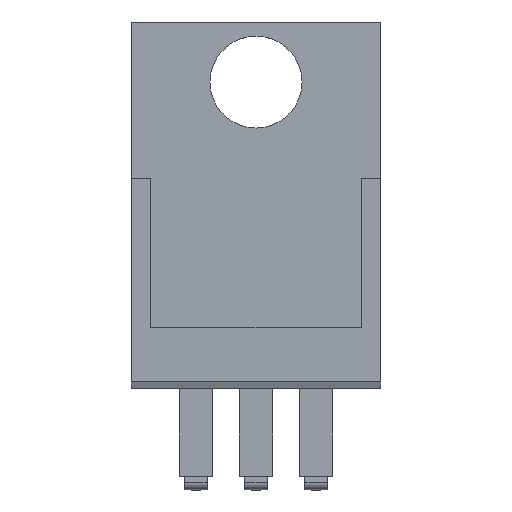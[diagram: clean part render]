
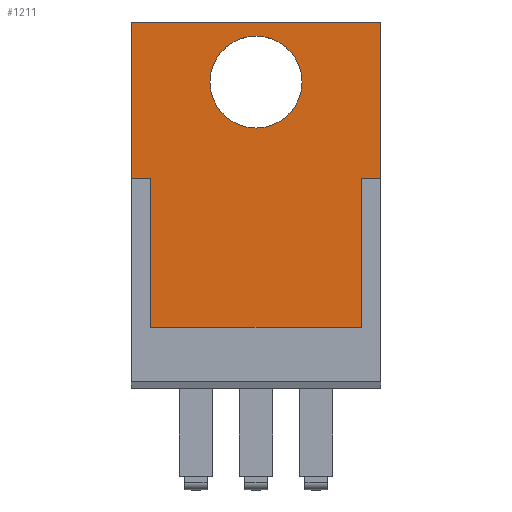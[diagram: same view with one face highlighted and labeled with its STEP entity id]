
A CAD part, top view. The second image highlights one B-rep face of the part: STEP entity #1211.
In plain terms, the highlighted planar face has unit normal (0, 0, 1).
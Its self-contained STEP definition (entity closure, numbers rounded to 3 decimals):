
#14=FACE_BOUND('',#226,.T.);
#83=PLANE('',#1317);
#153=FACE_OUTER_BOUND('',#225,.T.);
#225=EDGE_LOOP('',(#1070,#1071,#1072,#1073,#1074,#1075,#1076,#1077));
#226=EDGE_LOOP('',(#1078));
#338=LINE('',#1873,#490);
#342=LINE('',#1881,#494);
#347=LINE('',#1890,#499);
#350=LINE('',#1896,#502);
#352=LINE('',#1899,#504);
#355=LINE('',#1906,#507);
#358=LINE('',#1912,#510);
#360=LINE('',#1915,#512);
#490=VECTOR('',#1542,1.);
#494=VECTOR('',#1546,1.);
#499=VECTOR('',#1553,1.);
#502=VECTOR('',#1558,1.);
#504=VECTOR('',#1562,1.);
#507=VECTOR('',#1569,1.);
#510=VECTOR('',#1574,1.);
#512=VECTOR('',#1578,1.);
#554=CIRCLE('',#1307,1.945);
#624=VERTEX_POINT('',#1865);
#625=VERTEX_POINT('',#1869);
#627=VERTEX_POINT('',#1872);
#630=VERTEX_POINT('',#1878);
#631=VERTEX_POINT('',#1880);
#634=VERTEX_POINT('',#1888);
#636=VERTEX_POINT('',#1894);
#638=VERTEX_POINT('',#1904);
#640=VERTEX_POINT('',#1910);
#766=EDGE_CURVE('',#624,#624,#554,.T.);
#768=EDGE_CURVE('',#627,#625,#338,.T.);
#772=EDGE_CURVE('',#631,#630,#342,.T.);
#777=EDGE_CURVE('',#630,#634,#347,.T.);
#780=EDGE_CURVE('',#634,#636,#350,.T.);
#782=EDGE_CURVE('',#636,#627,#352,.T.);
#785=EDGE_CURVE('',#638,#625,#355,.T.);
#788=EDGE_CURVE('',#640,#638,#358,.T.);
#790=EDGE_CURVE('',#631,#640,#360,.T.);
#1070=ORIENTED_EDGE('',*,*,#785,.F.);
#1071=ORIENTED_EDGE('',*,*,#788,.F.);
#1072=ORIENTED_EDGE('',*,*,#790,.F.);
#1073=ORIENTED_EDGE('',*,*,#772,.T.);
#1074=ORIENTED_EDGE('',*,*,#777,.T.);
#1075=ORIENTED_EDGE('',*,*,#780,.T.);
#1076=ORIENTED_EDGE('',*,*,#782,.T.);
#1077=ORIENTED_EDGE('',*,*,#768,.T.);
#1078=ORIENTED_EDGE('',*,*,#766,.T.);
#1211=ADVANCED_FACE('',(#153,#14),#83,.F.);
#1307=AXIS2_PLACEMENT_3D('',#1867,#1537,#1538);
#1317=AXIS2_PLACEMENT_3D('',#1917,#1581,#1582);
#1537=DIRECTION('center_axis',(0.,0.,-1.));
#1538=DIRECTION('ref_axis',(0.,-1.,0.));
#1542=DIRECTION('',(1.,0.,0.));
#1546=DIRECTION('',(1.,0.,0.));
#1553=DIRECTION('',(0.,1.,0.));
#1558=DIRECTION('',(-1.,0.,0.));
#1562=DIRECTION('',(0.,-1.,0.));
#1569=DIRECTION('',(0.,1.,0.));
#1574=DIRECTION('',(-1.,0.,0.));
#1578=DIRECTION('',(0.,-1.,0.));
#1581=DIRECTION('center_axis',(0.,0.,-1.));
#1582=DIRECTION('ref_axis',(0.,-1.,0.));
#1865=CARTESIAN_POINT('',(0.,18.895,4.7));
#1867=CARTESIAN_POINT('Origin',(0.,16.95,4.7));
#1869=CARTESIAN_POINT('',(-4.45,12.89,4.7));
#1872=CARTESIAN_POINT('',(-5.27,12.89,4.7));
#1873=CARTESIAN_POINT('',(-5.27,12.89,4.7));
#1878=CARTESIAN_POINT('',(5.27,12.89,4.7));
#1880=CARTESIAN_POINT('',(4.45,12.89,4.7));
#1881=CARTESIAN_POINT('',(4.45,12.89,4.7));
#1888=CARTESIAN_POINT('',(5.27,19.49,4.7));
#1890=CARTESIAN_POINT('',(5.27,12.89,4.7));
#1894=CARTESIAN_POINT('',(-5.27,19.49,4.7));
#1896=CARTESIAN_POINT('',(5.27,19.49,4.7));
#1899=CARTESIAN_POINT('',(-5.27,19.49,4.7));
#1904=CARTESIAN_POINT('',(-4.45,6.59,4.7));
#1906=CARTESIAN_POINT('',(-4.45,6.59,4.7));
#1910=CARTESIAN_POINT('',(4.45,6.59,4.7));
#1912=CARTESIAN_POINT('',(4.45,6.59,4.7));
#1915=CARTESIAN_POINT('',(4.45,12.89,4.7));
#1917=CARTESIAN_POINT('Origin',(0.,9.74,4.7));
